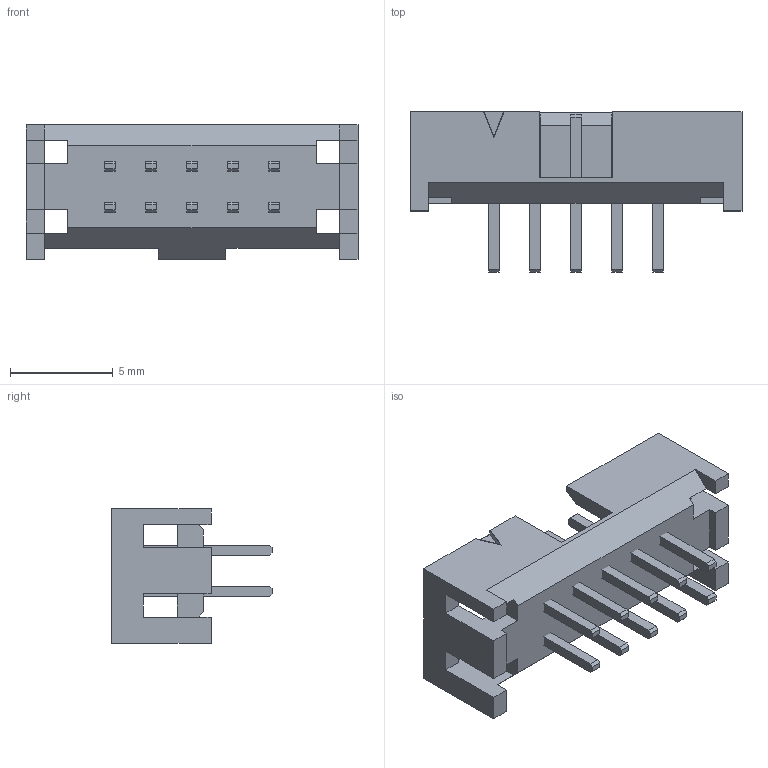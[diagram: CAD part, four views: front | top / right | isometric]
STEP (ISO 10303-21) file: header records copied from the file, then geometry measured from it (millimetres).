
FILE_DESCRIPTION(/* description */ ('STEP AP214'),/* implementation_level */ '2;1');
FILE_NAME(/* name */ 'STMM-105-02-T-D',/* time_stamp */ '2023-08-21T19:26:44+02:00',/* author */ ('License CC BY-ND 4.0'),/* organization */ ('CADENAS'),/* preprocessor_version */ 'ST-DEVELOPER v19.3',/* originating_system */ 'PARTsolutions',/* authorisation */ ' ');
FILE_SCHEMA (('AUTOMOTIVE_DESIGN {1 0 10303 214 3 1 1}'));
Length unit declared in the file: inch
Products named in the file (4): STMM-105-02-T-D; T-1S13-05-02-Dstmm; STMM-First_Position_Indicator; STMM-105-02-D-_header
Assembly tree (3 placements, depth 2):
  STMM-105-02-T-D
    T-1S13-05-02-Dstmm
    STMM-First_Position_Indicator
    STMM-105-02-D-_header
Bounding box: 16.16 x 7.8 x 6.54 mm (x, y, z)
Volume: 221.7 mm3; surface area: 701.9 mm2
Topology: 3 solids, 3 shells, 180 faces, 542 edges, 360 vertices
Faces by surface type: plane 180
Entity records: 6075 total; most frequent: CARTESIAN_POINT 1086, ORIENTED_EDGE 1084, DIRECTION 910, EDGE_CURVE 542, LINE 542, VECTOR 542, VERTEX_POINT 360, AXIS2_PLACEMENT_3D 184
